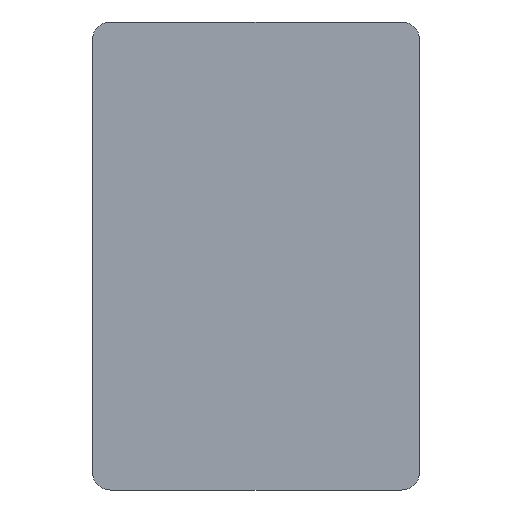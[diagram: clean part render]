
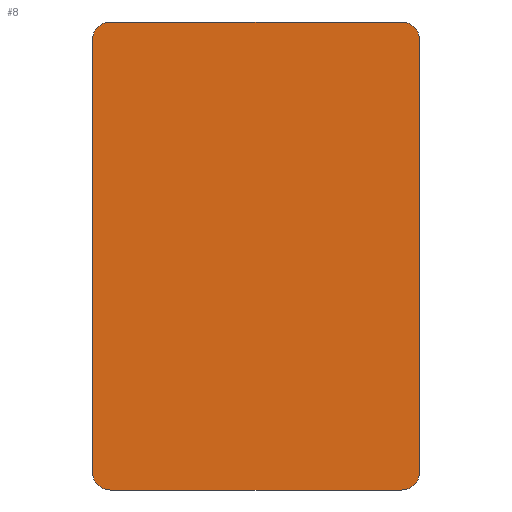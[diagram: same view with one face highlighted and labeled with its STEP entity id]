
A CAD part, front view. The second image highlights one B-rep face of the part: STEP entity #8.
In plain terms, the highlighted planar face has unit normal (0, -1, 0).
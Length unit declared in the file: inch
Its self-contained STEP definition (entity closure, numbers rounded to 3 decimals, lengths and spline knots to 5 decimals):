
#2 = DIRECTION ( 'NONE',  ( 0., 1., 0. ) ) ;
#8 = ADVANCED_FACE ( 'NONE', ( #49 ), #431, .F. ) ;
#10 = CIRCLE ( 'NONE', #362, 0.031 ) ;
#11 = ORIENTED_EDGE ( 'NONE', *, *, #198, .F. ) ;
#13 = AXIS2_PLACEMENT_3D ( 'NONE', #276, #321, #83 ) ;
#14 = LINE ( 'NONE', #255, #218 ) ;
#16 = VERTEX_POINT ( 'NONE', #481 ) ;
#22 = CARTESIAN_POINT ( 'NONE',  ( -0.2445, 0., 0.3935 ) ) ;
#24 = VECTOR ( 'NONE', #220, 39.37008 ) ;
#39 = AXIS2_PLACEMENT_3D ( 'NONE', #372, #209, #248 ) ;
#49 = FACE_OUTER_BOUND ( 'NONE', #210, .T. ) ;
#58 = CARTESIAN_POINT ( 'NONE',  ( -0.2445, 0., 0.3625 ) ) ;
#74 = CARTESIAN_POINT ( 'NONE',  ( 0.2445, 0., 0.3625 ) ) ;
#78 = ORIENTED_EDGE ( 'NONE', *, *, #233, .F. ) ;
#79 = DIRECTION ( 'NONE',  ( 0., 0., 1. ) ) ;
#83 = DIRECTION ( 'NONE',  ( 0., 0., 1. ) ) ;
#98 = CARTESIAN_POINT ( 'NONE',  ( -0.2755, 0., -0.3625 ) ) ;
#101 = DIRECTION ( 'NONE',  ( 0., 0., -1. ) ) ;
#108 = CARTESIAN_POINT ( 'NONE',  ( 0.2445, 0., 0.3935 ) ) ;
#121 = LINE ( 'NONE', #331, #185 ) ;
#130 = VERTEX_POINT ( 'NONE', #22 ) ;
#137 = DIRECTION ( 'NONE',  ( 0., 1., 0. ) ) ;
#144 = DIRECTION ( 'NONE',  ( 0., 0., 1. ) ) ;
#147 = ORIENTED_EDGE ( 'NONE', *, *, #339, .F. ) ;
#152 = EDGE_CURVE ( 'NONE', #366, #130, #175, .T. ) ;
#163 = EDGE_CURVE ( 'NONE', #204, #371, #121, .T. ) ;
#175 = CIRCLE ( 'NONE', #211, 0.031 ) ;
#178 = ORIENTED_EDGE ( 'NONE', *, *, #417, .F. ) ;
#185 = VECTOR ( 'NONE', #470, 39.37008 ) ;
#197 = VERTEX_POINT ( 'NONE', #214 ) ;
#198 = EDGE_CURVE ( 'NONE', #371, #223, #364, .T. ) ;
#204 = VERTEX_POINT ( 'NONE', #292 ) ;
#209 = DIRECTION ( 'NONE',  ( 0., 1., 0. ) ) ;
#210 = EDGE_LOOP ( 'NONE', ( #437, #389, #11, #477, #78, #178, #147, #460 ) ) ;
#211 = AXIS2_PLACEMENT_3D ( 'NONE', #58, #137, #144 ) ;
#214 = CARTESIAN_POINT ( 'NONE',  ( 0.2755, 0., 0.3625 ) ) ;
#218 = VECTOR ( 'NONE', #444, 39.37008 ) ;
#220 = DIRECTION ( 'NONE',  ( 1., 0., 0. ) ) ;
#223 = VERTEX_POINT ( 'NONE', #98 ) ;
#233 = EDGE_CURVE ( 'NONE', #16, #204, #10, .T. ) ;
#248 = DIRECTION ( 'NONE',  ( 0., 0., 1. ) ) ;
#255 = CARTESIAN_POINT ( 'NONE',  ( 0.2755, 0., -0.3625 ) ) ;
#267 = CARTESIAN_POINT ( 'NONE',  ( -0.2755, 0., -0.3625 ) ) ;
#276 = CARTESIAN_POINT ( 'NONE',  ( -0.2445, 0., 0.3625 ) ) ;
#292 = CARTESIAN_POINT ( 'NONE',  ( 0.2445, 0., -0.3935 ) ) ;
#313 = EDGE_CURVE ( 'NONE', #130, #349, #409, .T. ) ;
#321 = DIRECTION ( 'NONE',  ( 0., 1., 0. ) ) ;
#331 = CARTESIAN_POINT ( 'NONE',  ( -0.2445, 0., -0.3935 ) ) ;
#339 = EDGE_CURVE ( 'NONE', #349, #197, #393, .T. ) ;
#349 = VERTEX_POINT ( 'NONE', #108 ) ;
#362 = AXIS2_PLACEMENT_3D ( 'NONE', #472, #479, #101 ) ;
#364 = CIRCLE ( 'NONE', #39, 0.031 ) ;
#366 = VERTEX_POINT ( 'NONE', #375 ) ;
#371 = VERTEX_POINT ( 'NONE', #451 ) ;
#372 = CARTESIAN_POINT ( 'NONE',  ( -0.2445, 0., -0.3625 ) ) ;
#375 = CARTESIAN_POINT ( 'NONE',  ( -0.2755, 0., 0.3625 ) ) ;
#381 = AXIS2_PLACEMENT_3D ( 'NONE', #74, #2, #414 ) ;
#389 = ORIENTED_EDGE ( 'NONE', *, *, #453, .F. ) ;
#393 = CIRCLE ( 'NONE', #381, 0.031 ) ;
#409 = LINE ( 'NONE', #450, #24 ) ;
#414 = DIRECTION ( 'NONE',  ( 0., 0., 1. ) ) ;
#417 = EDGE_CURVE ( 'NONE', #197, #16, #14, .T. ) ;
#431 = PLANE ( 'NONE',  #13 ) ;
#437 = ORIENTED_EDGE ( 'NONE', *, *, #152, .F. ) ;
#444 = DIRECTION ( 'NONE',  ( 0., 0., -1. ) ) ;
#446 = LINE ( 'NONE', #267, #455 ) ;
#450 = CARTESIAN_POINT ( 'NONE',  ( -0.2445, 0., 0.3935 ) ) ;
#451 = CARTESIAN_POINT ( 'NONE',  ( -0.2445, 0., -0.3935 ) ) ;
#453 = EDGE_CURVE ( 'NONE', #223, #366, #446, .T. ) ;
#455 = VECTOR ( 'NONE', #79, 39.37008 ) ;
#460 = ORIENTED_EDGE ( 'NONE', *, *, #313, .F. ) ;
#470 = DIRECTION ( 'NONE',  ( -1., 0., 0. ) ) ;
#472 = CARTESIAN_POINT ( 'NONE',  ( 0.2445, 0., -0.3625 ) ) ;
#477 = ORIENTED_EDGE ( 'NONE', *, *, #163, .F. ) ;
#479 = DIRECTION ( 'NONE',  ( 0., 1., 0. ) ) ;
#481 = CARTESIAN_POINT ( 'NONE',  ( 0.2755, 0., -0.3625 ) ) ;
